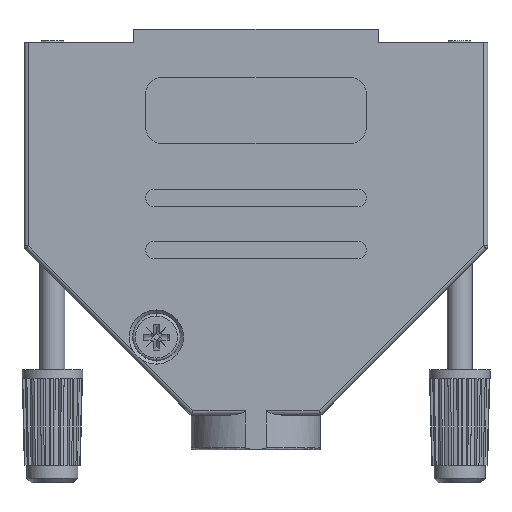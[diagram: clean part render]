
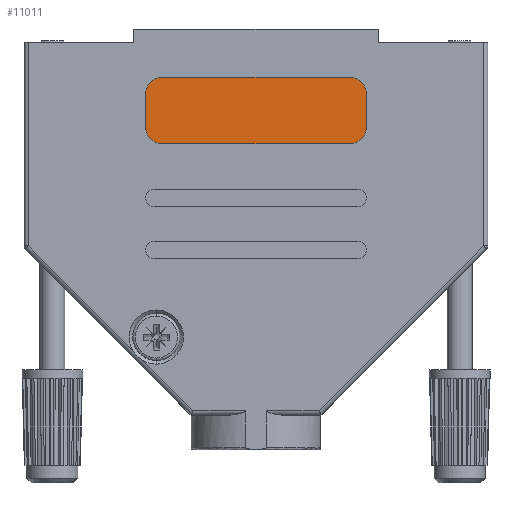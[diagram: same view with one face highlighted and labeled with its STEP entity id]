
A CAD part, front view. The second image highlights one B-rep face of the part: STEP entity #11011.
In plain terms, the highlighted planar face has unit normal (0, -1, 0).
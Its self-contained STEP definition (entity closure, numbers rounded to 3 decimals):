
#201 = VERTEX_POINT ( 'NONE', #2591 ) ;
#316 = DIRECTION ( 'NONE',  ( -1., 0., 0. ) ) ;
#366 = ORIENTED_EDGE ( 'NONE', *, *, #2852, .T. ) ;
#408 = ORIENTED_EDGE ( 'NONE', *, *, #8775, .T. ) ;
#546 = EDGE_CURVE ( 'NONE', #5359, #16171, #11775, .T. ) ;
#805 = CARTESIAN_POINT ( 'NONE',  ( 10.75, 0.3, -13.2 ) ) ;
#1465 = ORIENTED_EDGE ( 'NONE', *, *, #7045, .T. ) ;
#1924 = CARTESIAN_POINT ( 'NONE',  ( -12.75, 0.3, -11.2 ) ) ;
#1935 = CARTESIAN_POINT ( 'NONE',  ( -12.75, 0.3, -7.5 ) ) ;
#1991 = LINE ( 'NONE', #7185, #14963 ) ;
#2355 = VERTEX_POINT ( 'NONE', #14085 ) ;
#2491 = DIRECTION ( 'NONE',  ( 0., 0., 1. ) ) ;
#2591 = CARTESIAN_POINT ( 'NONE',  ( -10.75, 0.3, -5.5 ) ) ;
#2852 = EDGE_CURVE ( 'NONE', #8859, #15571, #7466, .T. ) ;
#2861 = DIRECTION ( 'NONE',  ( -1., 0., 0. ) ) ;
#2880 = EDGE_LOOP ( 'NONE', ( #3611, #10819, #4245, #1465, #11558, #366, #408, #14478 ) ) ;
#3144 = VERTEX_POINT ( 'NONE', #1924 ) ;
#3383 = DIRECTION ( 'NONE',  ( 1., 0., 0. ) ) ;
#3611 = ORIENTED_EDGE ( 'NONE', *, *, #11125, .T. ) ;
#4245 = ORIENTED_EDGE ( 'NONE', *, *, #15912, .T. ) ;
#4416 = DIRECTION ( 'NONE',  ( -1., 0., 0. ) ) ;
#5246 = CARTESIAN_POINT ( 'NONE',  ( 10.75, 0.3, -5.5 ) ) ;
#5308 = CARTESIAN_POINT ( 'NONE',  ( 12.75, 0.3, -7.5 ) ) ;
#5359 = VERTEX_POINT ( 'NONE', #8020 ) ;
#5428 = CARTESIAN_POINT ( 'NONE',  ( 10.75, 0.3, -11.2 ) ) ;
#5920 = CARTESIAN_POINT ( 'NONE',  ( -10.75, 0.3, -11.2 ) ) ;
#5938 = AXIS2_PLACEMENT_3D ( 'NONE', #11607, #6340, #10237 ) ;
#6340 = DIRECTION ( 'NONE',  ( 0., -1., 0. ) ) ;
#6552 = AXIS2_PLACEMENT_3D ( 'NONE', #5920, #9830, #15033 ) ;
#6558 = AXIS2_PLACEMENT_3D ( 'NONE', #5428, #6781, #2861 ) ;
#6749 = CIRCLE ( 'NONE', #5938, 2. ) ;
#6781 = DIRECTION ( 'NONE',  ( 0., -1., 0. ) ) ;
#6965 = DIRECTION ( 'NONE',  ( 0., 0., -1. ) ) ;
#7045 = EDGE_CURVE ( 'NONE', #2355, #3144, #8401, .T. ) ;
#7185 = CARTESIAN_POINT ( 'NONE',  ( -10.75, 0.3, -5.5 ) ) ;
#7281 = DIRECTION ( 'NONE',  ( -1., 0., 0. ) ) ;
#7349 = CIRCLE ( 'NONE', #6558, 2. ) ;
#7449 = DIRECTION ( 'NONE',  ( 0., -1., 0. ) ) ;
#7466 = LINE ( 'NONE', #7554, #15687 ) ;
#7533 = EDGE_CURVE ( 'NONE', #14479, #201, #1991, .T. ) ;
#7554 = CARTESIAN_POINT ( 'NONE',  ( -10.75, 0.3, -13.2 ) ) ;
#8020 = CARTESIAN_POINT ( 'NONE',  ( 12.75, 0.3, -11.2 ) ) ;
#8401 = LINE ( 'NONE', #1935, #9012 ) ;
#8775 = EDGE_CURVE ( 'NONE', #15571, #5359, #7349, .T. ) ;
#8859 = VERTEX_POINT ( 'NONE', #15184 ) ;
#9012 = VECTOR ( 'NONE', #6965, 1000. ) ;
#9830 = DIRECTION ( 'NONE',  ( 0., -1., 0. ) ) ;
#10237 = DIRECTION ( 'NONE',  ( -1., 0., 0. ) ) ;
#10623 = CIRCLE ( 'NONE', #6552, 2. ) ;
#10819 = ORIENTED_EDGE ( 'NONE', *, *, #7533, .T. ) ;
#11011 = ADVANCED_FACE ( 'NONE', ( #13357 ), #16095, .F. ) ;
#11125 = EDGE_CURVE ( 'NONE', #16171, #14479, #12522, .T. ) ;
#11427 = AXIS2_PLACEMENT_3D ( 'NONE', #11474, #7449, #7281 ) ;
#11474 = CARTESIAN_POINT ( 'NONE',  ( 10.75, 0.3, -7.5 ) ) ;
#11558 = ORIENTED_EDGE ( 'NONE', *, *, #11724, .T. ) ;
#11607 = CARTESIAN_POINT ( 'NONE',  ( -10.75, 0.3, -7.5 ) ) ;
#11702 = AXIS2_PLACEMENT_3D ( 'NONE', #12248, #13524, #4416 ) ;
#11724 = EDGE_CURVE ( 'NONE', #3144, #8859, #10623, .T. ) ;
#11775 = LINE ( 'NONE', #5308, #12358 ) ;
#12248 = CARTESIAN_POINT ( 'NONE',  ( 10.75, 0.3, -7.5 ) ) ;
#12358 = VECTOR ( 'NONE', #2491, 1000. ) ;
#12522 = CIRCLE ( 'NONE', #11427, 2. ) ;
#13357 = FACE_OUTER_BOUND ( 'NONE', #2880, .T. ) ;
#13524 = DIRECTION ( 'NONE',  ( 0., 1., 0. ) ) ;
#13865 = CARTESIAN_POINT ( 'NONE',  ( 12.75, 0.3, -7.5 ) ) ;
#14085 = CARTESIAN_POINT ( 'NONE',  ( -12.75, 0.3, -7.5 ) ) ;
#14478 = ORIENTED_EDGE ( 'NONE', *, *, #546, .T. ) ;
#14479 = VERTEX_POINT ( 'NONE', #5246 ) ;
#14963 = VECTOR ( 'NONE', #316, 1000. ) ;
#15033 = DIRECTION ( 'NONE',  ( -1., 0., 0. ) ) ;
#15184 = CARTESIAN_POINT ( 'NONE',  ( -10.75, 0.3, -13.2 ) ) ;
#15571 = VERTEX_POINT ( 'NONE', #805 ) ;
#15687 = VECTOR ( 'NONE', #3383, 1000. ) ;
#15912 = EDGE_CURVE ( 'NONE', #201, #2355, #6749, .T. ) ;
#16095 = PLANE ( 'NONE',  #11702 ) ;
#16171 = VERTEX_POINT ( 'NONE', #13865 ) ;
